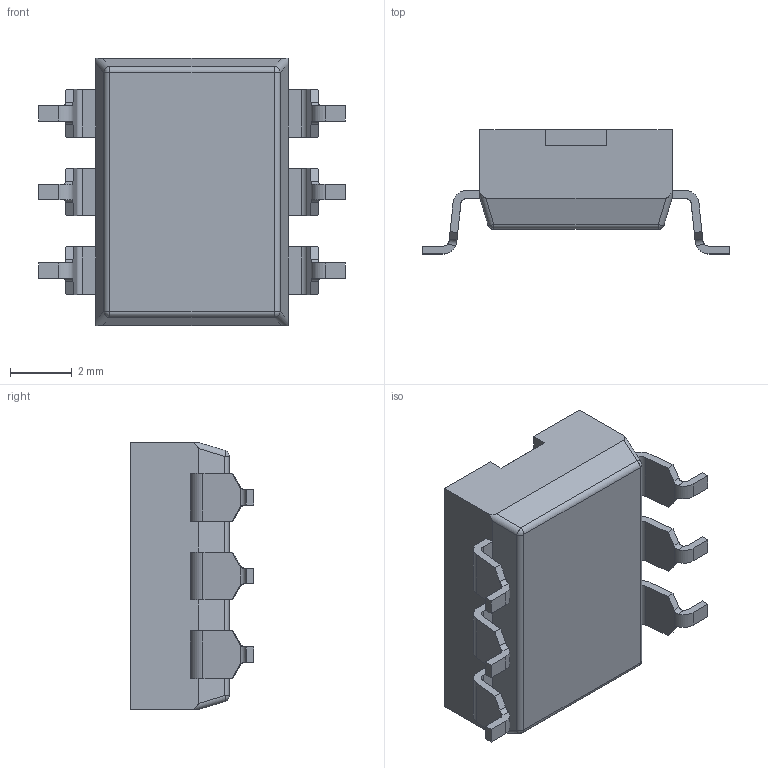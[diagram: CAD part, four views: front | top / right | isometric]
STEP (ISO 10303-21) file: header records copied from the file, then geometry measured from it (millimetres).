
FILE_DESCRIPTION (( 'STEP AP214' ), '1' );
FILE_NAME ('CUI_DEVICES_DS04-254-2-03BK-SMT-TR.step', '2020-11-15T21:15:39', ( '' ), ( '' ), 'SwSTEP 2.0', 'SolidWorks 2020', '' );
FILE_SCHEMA (( 'AUTOMOTIVE_DESIGN' ));
Length unit declared in the file: inch
Products named in the file (1): CUI_DEVICES_DS04-254-2-03BK-SMT-TR
Bounding box: 9.9 x 4 x 8.62 mm (x, y, z)
Volume: 166.2 mm3; surface area: 292.6 mm2
Topology: 10 solids, 10 shells, 295 faces, 794 edges, 518 vertices
Faces by surface type: plane 209, cylinder 82, sphere 4
Entity records: 11214 total; most frequent: CARTESIAN_POINT 1798, ORIENTED_EDGE 1580, DIRECTION 1500, EDGE_CURVE 790, LINE 596, VECTOR 596, VERTEX_POINT 518, AXIS2_PLACEMENT_3D 452
